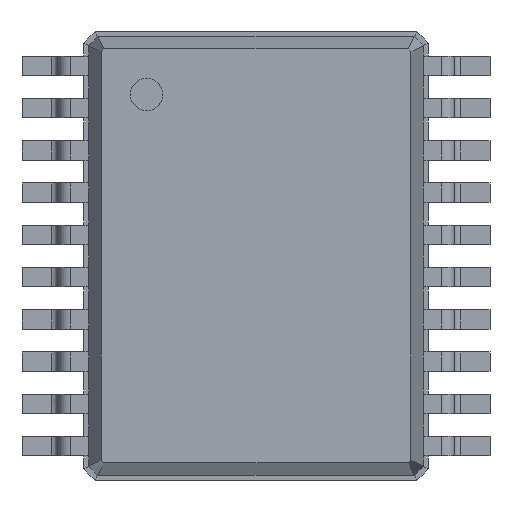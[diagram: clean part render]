
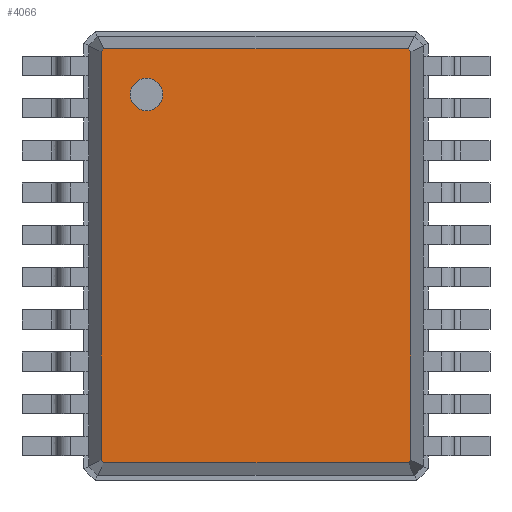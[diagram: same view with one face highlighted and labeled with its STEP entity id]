
A CAD part, top view. The second image highlights one B-rep face of the part: STEP entity #4066.
In plain terms, the highlighted planar face has unit normal (0, 0, 1).
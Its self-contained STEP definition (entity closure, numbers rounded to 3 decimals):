
#1618 = VERTEX_POINT('',#1619);
#1619 = CARTESIAN_POINT('',(2.384,-3.142,2.));
#1624 = EDGE_CURVE('',#1625,#1618,#1627,.T.);
#1625 = VERTEX_POINT('',#1626);
#1626 = CARTESIAN_POINT('',(2.384,3.142,2.));
#1627 = LINE('',#1628,#1629);
#1628 = CARTESIAN_POINT('',(2.384,3.142,2.));
#1629 = VECTOR('',#1630,1.);
#1630 = DIRECTION('',(0.,-1.,0.));
#4049 = EDGE_CURVE('',#4050,#1625,#4052,.T.);
#4050 = VERTEX_POINT('',#4051);
#4051 = CARTESIAN_POINT('',(2.342,3.184,2.));
#4052 = LINE('',#4053,#4054);
#4053 = CARTESIAN_POINT('',(2.342,3.184,2.));
#4054 = VECTOR('',#4055,1.);
#4055 = DIRECTION('',(0.707,-0.707,0.));
#4066 = ADVANCED_FACE('',(#4067,#4117),#4128,.T.);
#4067 = FACE_BOUND('',#4068,.T.);
#4068 = EDGE_LOOP('',(#4069,#4077,#4085,#4093,#4101,#4109,#4115,#4116));
#4069 = ORIENTED_EDGE('',*,*,#4070,.F.);
#4070 = EDGE_CURVE('',#4071,#4050,#4073,.T.);
#4071 = VERTEX_POINT('',#4072);
#4072 = CARTESIAN_POINT('',(-2.342,3.184,2.));
#4073 = LINE('',#4074,#4075);
#4074 = CARTESIAN_POINT('',(-2.342,3.184,2.));
#4075 = VECTOR('',#4076,1.);
#4076 = DIRECTION('',(1.,0.,0.));
#4077 = ORIENTED_EDGE('',*,*,#4078,.F.);
#4078 = EDGE_CURVE('',#4079,#4071,#4081,.T.);
#4079 = VERTEX_POINT('',#4080);
#4080 = CARTESIAN_POINT('',(-2.384,3.142,2.));
#4081 = LINE('',#4082,#4083);
#4082 = CARTESIAN_POINT('',(-2.384,3.142,2.));
#4083 = VECTOR('',#4084,1.);
#4084 = DIRECTION('',(0.707,0.707,0.));
#4085 = ORIENTED_EDGE('',*,*,#4086,.F.);
#4086 = EDGE_CURVE('',#4087,#4079,#4089,.T.);
#4087 = VERTEX_POINT('',#4088);
#4088 = CARTESIAN_POINT('',(-2.384,-3.142,2.));
#4089 = LINE('',#4090,#4091);
#4090 = CARTESIAN_POINT('',(-2.384,-3.142,2.));
#4091 = VECTOR('',#4092,1.);
#4092 = DIRECTION('',(0.,1.,0.));
#4093 = ORIENTED_EDGE('',*,*,#4094,.F.);
#4094 = EDGE_CURVE('',#4095,#4087,#4097,.T.);
#4095 = VERTEX_POINT('',#4096);
#4096 = CARTESIAN_POINT('',(-2.342,-3.184,2.));
#4097 = LINE('',#4098,#4099);
#4098 = CARTESIAN_POINT('',(-2.342,-3.184,2.));
#4099 = VECTOR('',#4100,1.);
#4100 = DIRECTION('',(-0.707,0.707,0.));
#4101 = ORIENTED_EDGE('',*,*,#4102,.F.);
#4102 = EDGE_CURVE('',#4103,#4095,#4105,.T.);
#4103 = VERTEX_POINT('',#4104);
#4104 = CARTESIAN_POINT('',(2.342,-3.184,2.));
#4105 = LINE('',#4106,#4107);
#4106 = CARTESIAN_POINT('',(2.342,-3.184,2.));
#4107 = VECTOR('',#4108,1.);
#4108 = DIRECTION('',(-1.,0.,0.));
#4109 = ORIENTED_EDGE('',*,*,#4110,.F.);
#4110 = EDGE_CURVE('',#1618,#4103,#4111,.T.);
#4111 = LINE('',#4112,#4113);
#4112 = CARTESIAN_POINT('',(2.384,-3.142,2.));
#4113 = VECTOR('',#4114,1.);
#4114 = DIRECTION('',(-0.707,-0.707,0.));
#4115 = ORIENTED_EDGE('',*,*,#1624,.F.);
#4116 = ORIENTED_EDGE('',*,*,#4049,.F.);
#4117 = FACE_BOUND('',#4118,.T.);
#4118 = EDGE_LOOP('',(#4119));
#4119 = ORIENTED_EDGE('',*,*,#4120,.F.);
#4120 = EDGE_CURVE('',#4121,#4121,#4123,.T.);
#4121 = VERTEX_POINT('',#4122);
#4122 = CARTESIAN_POINT('',(-1.684,2.234,2.));
#4123 = CIRCLE('',#4124,0.25);
#4124 = AXIS2_PLACEMENT_3D('',#4125,#4126,#4127);
#4125 = CARTESIAN_POINT('',(-1.684,2.484,2.));
#4126 = DIRECTION('',(0.,0.,1.));
#4127 = DIRECTION('',(0.,-1.,0.));
#4128 = PLANE('',#4129);
#4129 = AXIS2_PLACEMENT_3D('',#4130,#4131,#4132);
#4130 = CARTESIAN_POINT('',(-2.342,3.184,2.));
#4131 = DIRECTION('',(0.,0.,1.));
#4132 = DIRECTION('',(0.593,-0.806,0.));
